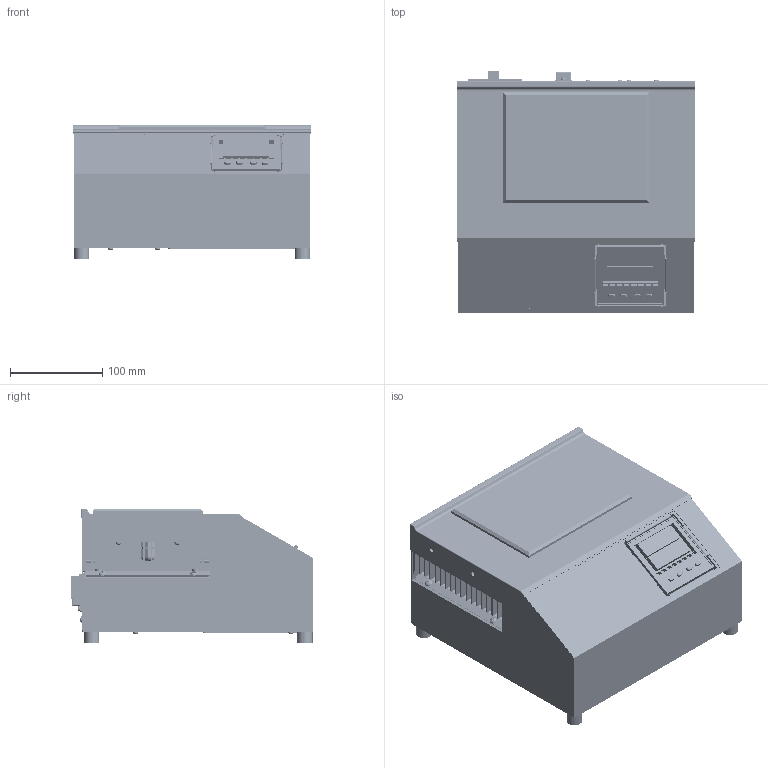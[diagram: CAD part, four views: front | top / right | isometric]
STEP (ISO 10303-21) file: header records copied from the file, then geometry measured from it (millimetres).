
FILE_DESCRIPTION (( 'STEP AP203' ), '1' );
FILE_NAME ('AHP-301CPV 2nd gen.STEP', '2016-06-08T18:41:56', ( '' ), ( '' ), 'SwSTEP 2.0', 'SolidWorks 2016', '' );
FILE_SCHEMA (( 'CONFIG_CONTROL_DESIGN' ));
Products named in the file (1): AHP-301CPV 2nd gen
Bounding box: 258.57 x 262.11 x 145.62 mm (x, y, z)
Surface area: 1201571.8 mm2 (no closed solid volume)
Topology: 0 solids, 280 shells, 5331 faces, 14408 edges, 9550 vertices
Faces by surface type: plane 3341, cylinder 1352, bspline 423, cone 154, torus 46, sphere 15
Entity records: 193911 total; most frequent: CARTESIAN_POINT 62106, ORIENTED_EDGE 27988, DIRECTION 25226, EDGE_CURVE 14338, VERTEX_POINT 9546, LINE 9362, VECTOR 9362, AXIS2_PLACEMENT_3D 7932
